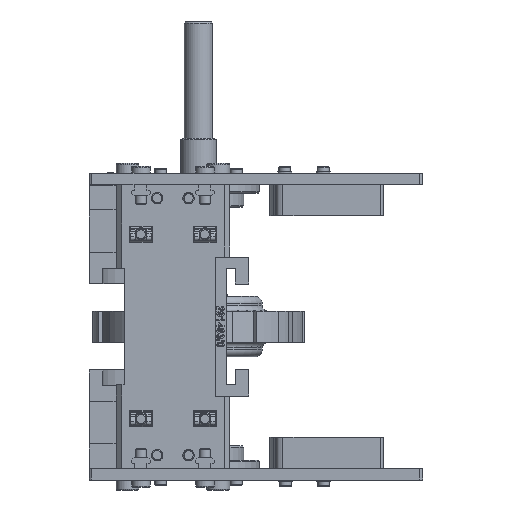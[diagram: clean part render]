
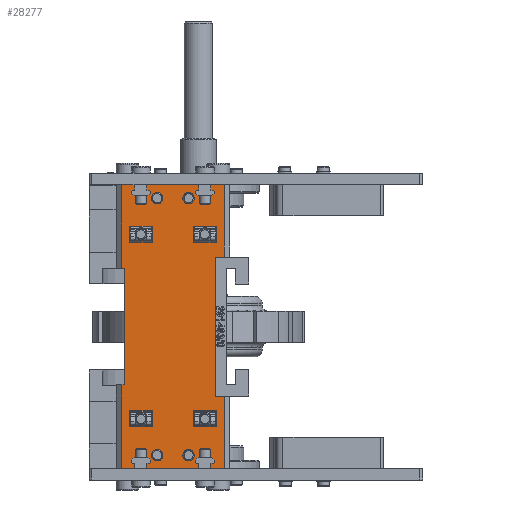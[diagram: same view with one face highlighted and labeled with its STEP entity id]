
A CAD part, left-side view. The second image highlights one B-rep face of the part: STEP entity #28277.
In plain terms, the highlighted face is planar.
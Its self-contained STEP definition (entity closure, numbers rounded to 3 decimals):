
#1002=FACE_BOUND('',#4542,.T.);
#1003=FACE_BOUND('',#4543,.T.);
#1004=FACE_BOUND('',#4544,.T.);
#1005=FACE_BOUND('',#4545,.T.);
#1006=FACE_BOUND('',#4546,.T.);
#1007=FACE_BOUND('',#4547,.T.);
#1008=FACE_BOUND('',#4548,.T.);
#1009=FACE_BOUND('',#4549,.T.);
#1544=PLANE('',#30889);
#2827=FACE_OUTER_BOUND('',#4541,.T.);
#4541=EDGE_LOOP('',(#22707,#22708,#22709,#22710,#22711,#22712,#22713,#22714,
#22715,#22716,#22717,#22718));
#4542=EDGE_LOOP('',(#22719));
#4543=EDGE_LOOP('',(#22720));
#4544=EDGE_LOOP('',(#22721));
#4545=EDGE_LOOP('',(#22722));
#4546=EDGE_LOOP('',(#22723));
#4547=EDGE_LOOP('',(#22724));
#4548=EDGE_LOOP('',(#22725));
#4549=EDGE_LOOP('',(#22726));
#6738=LINE('',#44177,#9787);
#6744=LINE('',#44190,#9793);
#6748=LINE('',#44196,#9797);
#6752=LINE('',#44205,#9801);
#6754=LINE('',#44209,#9803);
#6755=LINE('',#44211,#9804);
#6756=LINE('',#44213,#9805);
#6757=LINE('',#44215,#9806);
#6758=LINE('',#44217,#9807);
#6759=LINE('',#44219,#9808);
#6760=LINE('',#44221,#9809);
#6761=LINE('',#44222,#9810);
#9787=VECTOR('',#35790,10.);
#9793=VECTOR('',#35798,10.);
#9797=VECTOR('',#35804,10.);
#9801=VECTOR('',#35812,10.);
#9803=VECTOR('',#35816,10.);
#9804=VECTOR('',#35817,10.);
#9805=VECTOR('',#35818,10.);
#9806=VECTOR('',#35819,10.);
#9807=VECTOR('',#35820,10.);
#9808=VECTOR('',#35821,10.);
#9809=VECTOR('',#35822,10.);
#9810=VECTOR('',#35823,10.);
#12067=CIRCLE('',#30890,3.3);
#12068=CIRCLE('',#30891,3.3);
#12069=CIRCLE('',#30892,3.3);
#12070=CIRCLE('',#30893,3.3);
#12071=CIRCLE('',#30894,4.5);
#12072=CIRCLE('',#30895,4.5);
#12073=CIRCLE('',#30896,4.5);
#12074=CIRCLE('',#30897,4.5);
#13658=VERTEX_POINT('',#44174);
#13659=VERTEX_POINT('',#44176);
#13664=VERTEX_POINT('',#44187);
#13665=VERTEX_POINT('',#44189);
#13669=VERTEX_POINT('',#44204);
#13670=VERTEX_POINT('',#44208);
#13671=VERTEX_POINT('',#44210);
#13672=VERTEX_POINT('',#44212);
#13673=VERTEX_POINT('',#44214);
#13674=VERTEX_POINT('',#44216);
#13675=VERTEX_POINT('',#44218);
#13676=VERTEX_POINT('',#44220);
#13677=VERTEX_POINT('',#44223);
#13678=VERTEX_POINT('',#44225);
#13679=VERTEX_POINT('',#44227);
#13680=VERTEX_POINT('',#44229);
#13681=VERTEX_POINT('',#44231);
#13682=VERTEX_POINT('',#44233);
#13683=VERTEX_POINT('',#44235);
#13684=VERTEX_POINT('',#44237);
#16916=EDGE_CURVE('',#13659,#13658,#6738,.T.);
#16922=EDGE_CURVE('',#13665,#13664,#6744,.T.);
#16926=EDGE_CURVE('',#13664,#13659,#6748,.T.);
#16930=EDGE_CURVE('',#13665,#13669,#6752,.T.);
#16932=EDGE_CURVE('',#13670,#13658,#6754,.T.);
#16933=EDGE_CURVE('',#13670,#13671,#6755,.T.);
#16934=EDGE_CURVE('',#13672,#13671,#6756,.T.);
#16935=EDGE_CURVE('',#13672,#13673,#6757,.T.);
#16936=EDGE_CURVE('',#13673,#13674,#6758,.T.);
#16937=EDGE_CURVE('',#13674,#13675,#6759,.T.);
#16938=EDGE_CURVE('',#13676,#13675,#6760,.T.);
#16939=EDGE_CURVE('',#13676,#13669,#6761,.T.);
#16940=EDGE_CURVE('',#13677,#13677,#12067,.T.);
#16941=EDGE_CURVE('',#13678,#13678,#12068,.T.);
#16942=EDGE_CURVE('',#13679,#13679,#12069,.T.);
#16943=EDGE_CURVE('',#13680,#13680,#12070,.T.);
#16944=EDGE_CURVE('',#13681,#13681,#12071,.T.);
#16945=EDGE_CURVE('',#13682,#13682,#12072,.T.);
#16946=EDGE_CURVE('',#13683,#13683,#12073,.T.);
#16947=EDGE_CURVE('',#13684,#13684,#12074,.T.);
#22707=ORIENTED_EDGE('',*,*,#16922,.T.);
#22708=ORIENTED_EDGE('',*,*,#16926,.T.);
#22709=ORIENTED_EDGE('',*,*,#16916,.T.);
#22710=ORIENTED_EDGE('',*,*,#16932,.F.);
#22711=ORIENTED_EDGE('',*,*,#16933,.T.);
#22712=ORIENTED_EDGE('',*,*,#16934,.F.);
#22713=ORIENTED_EDGE('',*,*,#16935,.T.);
#22714=ORIENTED_EDGE('',*,*,#16936,.T.);
#22715=ORIENTED_EDGE('',*,*,#16937,.T.);
#22716=ORIENTED_EDGE('',*,*,#16938,.F.);
#22717=ORIENTED_EDGE('',*,*,#16939,.T.);
#22718=ORIENTED_EDGE('',*,*,#16930,.F.);
#22719=ORIENTED_EDGE('',*,*,#16940,.T.);
#22720=ORIENTED_EDGE('',*,*,#16941,.T.);
#22721=ORIENTED_EDGE('',*,*,#16942,.T.);
#22722=ORIENTED_EDGE('',*,*,#16943,.T.);
#22723=ORIENTED_EDGE('',*,*,#16944,.T.);
#22724=ORIENTED_EDGE('',*,*,#16945,.T.);
#22725=ORIENTED_EDGE('',*,*,#16946,.T.);
#22726=ORIENTED_EDGE('',*,*,#16947,.T.);
#28277=ADVANCED_FACE('',(#2827,#1002,#1003,#1004,#1005,#1006,#1007,#1008,
#1009),#1544,.T.);
#30889=AXIS2_PLACEMENT_3D('',#44207,#35814,#35815);
#30890=AXIS2_PLACEMENT_3D('',#44224,#35824,#35825);
#30891=AXIS2_PLACEMENT_3D('',#44226,#35826,#35827);
#30892=AXIS2_PLACEMENT_3D('',#44228,#35828,#35829);
#30893=AXIS2_PLACEMENT_3D('',#44230,#35830,#35831);
#30894=AXIS2_PLACEMENT_3D('',#44232,#35832,#35833);
#30895=AXIS2_PLACEMENT_3D('',#44234,#35834,#35835);
#30896=AXIS2_PLACEMENT_3D('',#44236,#35836,#35837);
#30897=AXIS2_PLACEMENT_3D('',#44238,#35838,#35839);
#35790=DIRECTION('',(0.,-1.,0.));
#35798=DIRECTION('',(0.,1.,0.));
#35804=DIRECTION('',(-1.,0.,0.));
#35812=DIRECTION('',(1.,0.,0.));
#35814=DIRECTION('center_axis',(0.,0.,-1.));
#35815=DIRECTION('ref_axis',(-1.,0.,0.));
#35816=DIRECTION('',(1.,0.,0.));
#35817=DIRECTION('',(0.,1.,0.));
#35818=DIRECTION('',(-1.,0.,0.));
#35819=DIRECTION('',(0.,-1.,0.));
#35820=DIRECTION('',(1.,0.,0.));
#35821=DIRECTION('',(0.,1.,0.));
#35822=DIRECTION('',(-1.,0.,0.));
#35823=DIRECTION('',(0.,-1.,0.));
#35824=DIRECTION('center_axis',(0.,0.,1.));
#35825=DIRECTION('ref_axis',(1.,0.,0.));
#35826=DIRECTION('center_axis',(0.,0.,1.));
#35827=DIRECTION('ref_axis',(1.,0.,0.));
#35828=DIRECTION('center_axis',(0.,0.,1.));
#35829=DIRECTION('ref_axis',(1.,0.,0.));
#35830=DIRECTION('center_axis',(0.,0.,1.));
#35831=DIRECTION('ref_axis',(1.,0.,0.));
#35832=DIRECTION('center_axis',(0.,0.,1.));
#35833=DIRECTION('ref_axis',(1.,0.,0.));
#35834=DIRECTION('center_axis',(0.,0.,1.));
#35835=DIRECTION('ref_axis',(1.,0.,0.));
#35836=DIRECTION('center_axis',(0.,0.,1.));
#35837=DIRECTION('ref_axis',(1.,0.,0.));
#35838=DIRECTION('center_axis',(0.,0.,1.));
#35839=DIRECTION('ref_axis',(1.,0.,0.));
#44174=CARTESIAN_POINT('',(-49.,-36.,-10.));
#44176=CARTESIAN_POINT('',(-49.,-30.,-10.));
#44177=CARTESIAN_POINT('',(-49.,-20.,-10.));
#44187=CARTESIAN_POINT('',(49.,-30.,-10.));
#44189=CARTESIAN_POINT('',(49.,-36.,-10.));
#44190=CARTESIAN_POINT('',(49.,-20.,-10.));
#44196=CARTESIAN_POINT('',(0.,-30.,-10.));
#44204=CARTESIAN_POINT('',(100.,-36.,-10.));
#44205=CARTESIAN_POINT('',(-50.,-36.,-10.));
#44207=CARTESIAN_POINT('Origin',(0.,0.,-10.));
#44208=CARTESIAN_POINT('',(-100.,-36.,-10.));
#44209=CARTESIAN_POINT('',(-50.,-36.,-10.));
#44210=CARTESIAN_POINT('',(-100.,36.,-10.));
#44211=CARTESIAN_POINT('',(-100.,-40.,-10.));
#44212=CARTESIAN_POINT('',(-41.,36.,-10.));
#44213=CARTESIAN_POINT('',(50.,36.,-10.));
#44214=CARTESIAN_POINT('',(-41.,34.,-10.));
#44215=CARTESIAN_POINT('',(-41.,17.,-10.));
#44216=CARTESIAN_POINT('',(41.,34.,-10.));
#44217=CARTESIAN_POINT('',(20.5,34.,-10.));
#44218=CARTESIAN_POINT('',(41.,36.,-10.));
#44219=CARTESIAN_POINT('',(41.,20.,-10.));
#44220=CARTESIAN_POINT('',(100.,36.,-10.));
#44221=CARTESIAN_POINT('',(50.,36.,-10.));
#44222=CARTESIAN_POINT('',(100.,40.,-10.));
#44223=CARTESIAN_POINT('',(87.2,11.,-10.));
#44224=CARTESIAN_POINT('Origin',(90.5,11.,-10.));
#44225=CARTESIAN_POINT('',(-93.8,-11.,-10.));
#44226=CARTESIAN_POINT('Origin',(-90.5,-11.,-10.));
#44227=CARTESIAN_POINT('',(-93.8,11.,-10.));
#44228=CARTESIAN_POINT('Origin',(-90.5,11.,-10.));
#44229=CARTESIAN_POINT('',(87.2,-11.,-10.));
#44230=CARTESIAN_POINT('Origin',(90.5,-11.,-10.));
#44231=CARTESIAN_POINT('',(60.5,22.5,-10.));
#44232=CARTESIAN_POINT('Origin',(65.,22.5,-10.));
#44233=CARTESIAN_POINT('',(-69.5,-22.5,-10.));
#44234=CARTESIAN_POINT('Origin',(-65.,-22.5,-10.));
#44235=CARTESIAN_POINT('',(-69.5,22.5,-10.));
#44236=CARTESIAN_POINT('Origin',(-65.,22.5,-10.));
#44237=CARTESIAN_POINT('',(60.5,-22.5,-10.));
#44238=CARTESIAN_POINT('Origin',(65.,-22.5,-10.));
